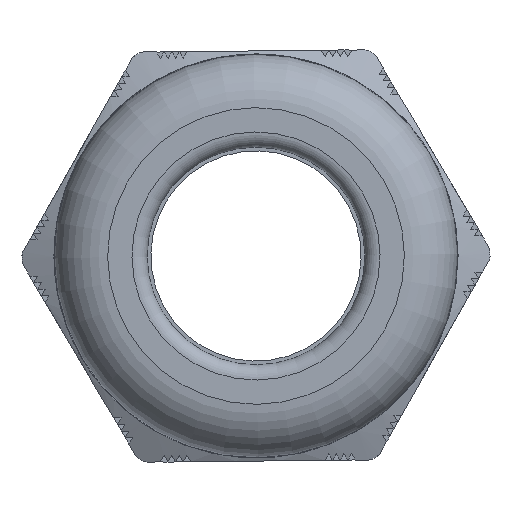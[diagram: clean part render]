
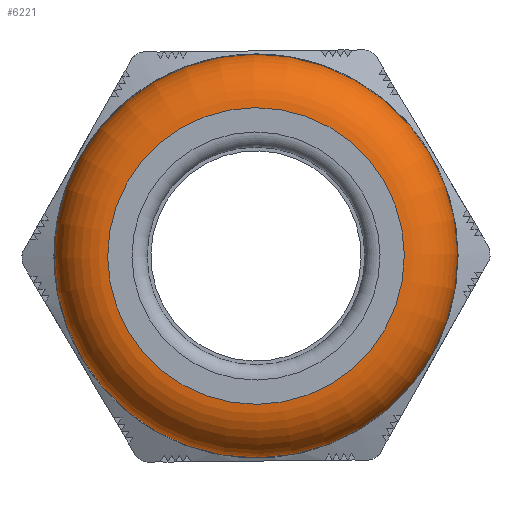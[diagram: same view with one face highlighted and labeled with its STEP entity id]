
A CAD part, left-side view. The second image highlights one B-rep face of the part: STEP entity #6221.
In plain terms, the highlighted toroidal (fillet/blend) face has major radius 9.678 mm and minor radius 3.599 mm.
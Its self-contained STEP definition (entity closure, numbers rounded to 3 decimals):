
#336=TOROIDAL_SURFACE('',#6790,9.678,3.599);
#373=FACE_BOUND('',#1277,.T.);
#916=FACE_OUTER_BOUND('',#1276,.T.);
#1276=EDGE_LOOP('',(#5800));
#1277=EDGE_LOOP('',(#5801));
#2402=CIRCLE('',#6783,9.765);
#2405=CIRCLE('',#6791,13.277);
#3031=VERTEX_POINT('',#14079);
#3033=VERTEX_POINT('',#14089);
#3956=EDGE_CURVE('',#3031,#3031,#2402,.T.);
#3959=EDGE_CURVE('',#3033,#3033,#2405,.T.);
#5800=ORIENTED_EDGE('',*,*,#3959,.F.);
#5801=ORIENTED_EDGE('',*,*,#3956,.T.);
#6221=ADVANCED_FACE('',(#916,#373),#336,.T.);
#6783=AXIS2_PLACEMENT_3D('',#14080,#8344,#8345);
#6790=AXIS2_PLACEMENT_3D('',#14088,#8358,#8359);
#6791=AXIS2_PLACEMENT_3D('',#14090,#8360,#8361);
#8344=DIRECTION('center_axis',(1.,0.,0.));
#8345=DIRECTION('ref_axis',(0.,0.,-1.));
#8358=DIRECTION('center_axis',(1.,0.,0.));
#8359=DIRECTION('ref_axis',(0.,0.,-1.));
#8360=DIRECTION('center_axis',(1.,0.,0.));
#8361=DIRECTION('ref_axis',(0.,0.,-1.));
#14079=CARTESIAN_POINT('',(-18.178,9.765,0.));
#14080=CARTESIAN_POINT('Origin',(-18.178,0.,0.));
#14088=CARTESIAN_POINT('Origin',(-14.58,0.,0.));
#14089=CARTESIAN_POINT('',(-14.58,13.277,0.));
#14090=CARTESIAN_POINT('Origin',(-14.58,0.,0.));
